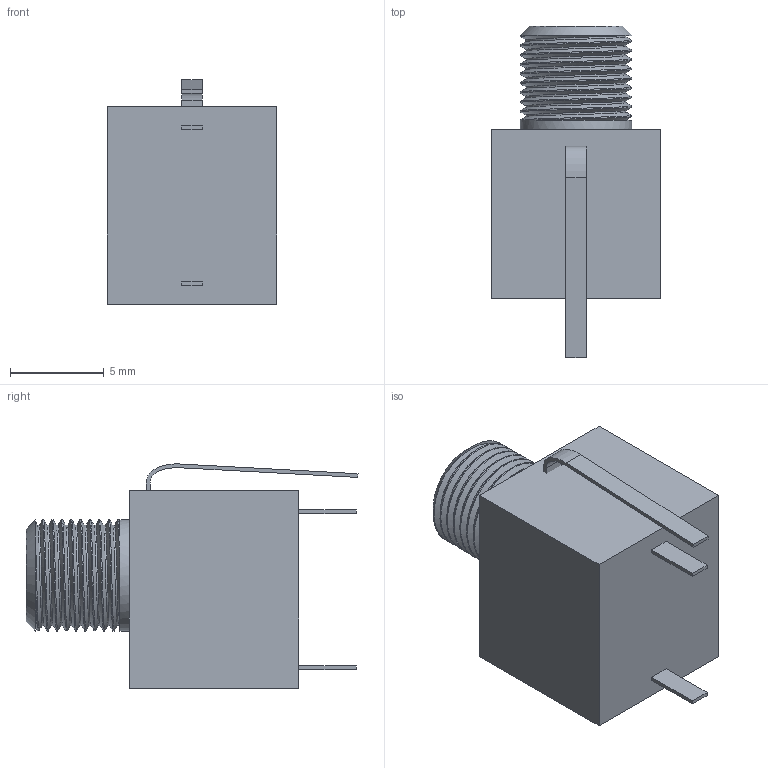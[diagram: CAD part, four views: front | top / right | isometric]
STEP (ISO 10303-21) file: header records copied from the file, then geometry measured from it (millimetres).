
FILE_DESCRIPTION(/* description */ (''),/* implementation_level */ '2;1');
FILE_NAME(/* name */ 'WQP-PJ398SM-tightFit.step',/* time_stamp */ '2020-05-18T02:27:10+02:00',/* author */ (''),/* organization */ (''),/* preprocessor_version */ 'ST-DEVELOPER v18.1',/* originating_system */ 'Autodesk Translation Framework v9.3.0.1241',/* authorisation */ '');
FILE_SCHEMA (('AUTOMOTIVE_DESIGN { 1 0 10303 214 3 1 1 }'));
Length unit declared in the file: millimetre
Products named in the file (1): FusionComponent
Bounding box: 9 x 17.66 x 11.93 mm (x, y, z)
Volume: 889.7 mm3; surface area: 853.4 mm2
Topology: 2 solids, 2 shells, 45 faces, 147 edges, 110 vertices
Faces by surface type: plane 28, cylinder 12, bspline 4, cone 1
Full cylindrical faces by diameter (mm): 3.6 x1, 5.927 x9
Entity records: 7480 total; most frequent: CARTESIAN_POINT 6462, ORIENTED_EDGE 236, DIRECTION 142, EDGE_CURVE 118, VERTEX_POINT 91, LINE 56, VECTOR 56, B_SPLINE_CURVE_WITH_KNOTS 52
